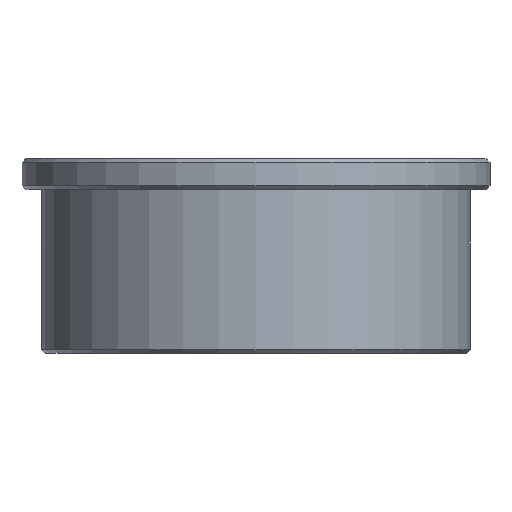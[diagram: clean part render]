
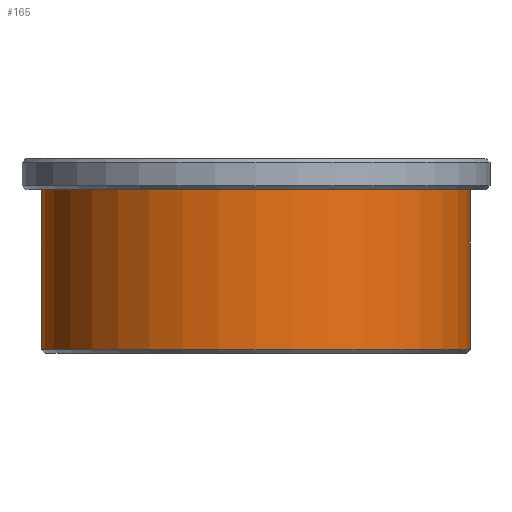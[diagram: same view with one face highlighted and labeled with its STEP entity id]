
A CAD part, front view. The second image highlights one B-rep face of the part: STEP entity #165.
In plain terms, the highlighted cylindrical face has radius 55 mm (diameter 110 mm), a full revolution.
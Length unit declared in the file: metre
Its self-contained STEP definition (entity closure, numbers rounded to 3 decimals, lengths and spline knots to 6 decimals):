
#165=ADVANCED_FACE('',(#204,#205),#206,.T.);
#204=FACE_OUTER_BOUND('',#4173,.T.);
#205=FACE_OUTER_BOUND('',#4174,.T.);
#206=CYLINDRICAL_SURFACE('',#4175,0.055);
#4173=EDGE_LOOP('',(#8177));
#4174=EDGE_LOOP('',(#8178));
#4175=AXIS2_PLACEMENT_3D('',#8179,#8180,#8181);
#8177=ORIENTED_EDGE('',*,*,#8217,.T.);
#8178=ORIENTED_EDGE('',*,*,#8216,.F.);
#8179=CARTESIAN_POINT('',(0.0,0.0,0.0));
#8180=DIRECTION('',(0.0,0.,-1.0));
#8181=DIRECTION('',(0.0,1.0,0.));
#8216=EDGE_CURVE('',#8255,#8255,#8256,.T.);
#8217=EDGE_CURVE('',#8257,#8257,#8258,.T.);
#8255=VERTEX_POINT('',#8415);
#8256=CIRCLE('',#8416,0.055);
#8257=VERTEX_POINT('',#8417);
#8258=CIRCLE('',#8418,0.055);
#8415=CARTESIAN_POINT('',(0.0,0.055,0.001));
#8416=AXIS2_PLACEMENT_3D('',#8461,#8462,#8463);
#8417=CARTESIAN_POINT('',(0.0,0.055,0.042));
#8418=AXIS2_PLACEMENT_3D('',#8464,#8465,#8466);
#8461=CARTESIAN_POINT('',(0.0,0.0,0.001));
#8462=DIRECTION('',(0.0,0.,-1.0));
#8463=DIRECTION('',(0.0,1.0,0.));
#8464=CARTESIAN_POINT('',(0.0,0.0,0.042));
#8465=DIRECTION('',(0.0,0.,-1.0));
#8466=DIRECTION('',(0.0,1.0,0.));
